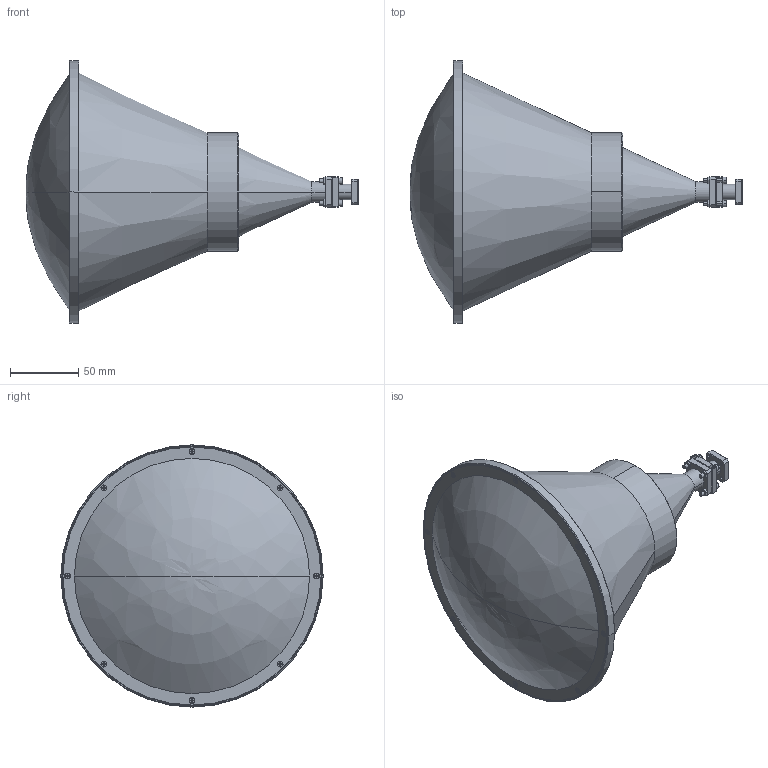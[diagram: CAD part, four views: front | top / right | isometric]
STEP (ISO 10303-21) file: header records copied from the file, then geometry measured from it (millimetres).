
FILE_DESCRIPTION (( 'STEP AP203' ), '1' );
FILE_NAME ('AL-C330-315-599-1.STEP', '2025-05-29T23:36:28', ( '' ), ( '' ), 'SwSTEP 2.0', 'SolidWorks 2021', '' );
FILE_SCHEMA (( 'CONFIG_CONTROL_DESIGN' ));
Length unit declared in the file: inch
Products named in the file (1): AL-C330-315-599-1
Bounding box: 243.79 x 192.53 x 192.53 mm (x, y, z)
Volume: 2126110.4 mm3; surface area: 107468.4 mm2
Topology: 1 solids, 1 shells, 654 faces, 1570 edges, 957 vertices
Faces by surface type: plane 346, cone 188, cylinder 118, bspline 2
Entity records: 19345 total; most frequent: CARTESIAN_POINT 4338, ORIENTED_EDGE 3104, DIRECTION 3064, EDGE_CURVE 1552, AXIS2_PLACEMENT_3D 1129, VERTEX_POINT 957, VECTOR 806, LINE 806
